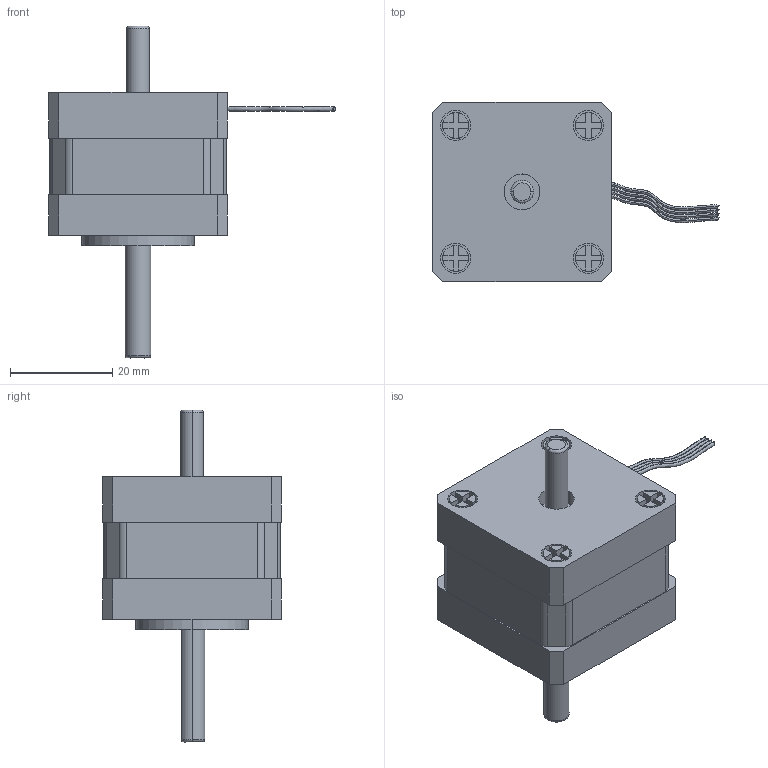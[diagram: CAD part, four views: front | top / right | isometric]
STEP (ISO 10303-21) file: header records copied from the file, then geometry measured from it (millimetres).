
FILE_DESCRIPTION (( 'STEP AP214' ), '1' );
FILE_NAME ('35HS2808B4.STEP', '2023-05-30T02:56:42', ( 'Windows 蚚誧' ), ( 'Organization' ), 'SwSTEP 2.0', 'SolidWorks 2021', '' );
FILE_SCHEMA (( 'AUTOMOTIVE_DESIGN' ));
Length unit declared in the file: millimetre
Products named in the file (1): 35HS2808B4
Bounding box: 56.12 x 35 x 65 mm (x, y, z)
Volume: 33705.9 mm3; surface area: 8888 mm2
Topology: 1 solids, 1 shells, 159 faces, 407 edges, 270 vertices
Faces by surface type: plane 103, cylinder 43, bspline 10, torus 3
Entity records: 6673 total; most frequent: CARTESIAN_POINT 2508, ORIENTED_EDGE 812, DIRECTION 787, EDGE_CURVE 406, AXIS2_PLACEMENT_3D 275, VERTEX_POINT 270, VECTOR 237, LINE 237
